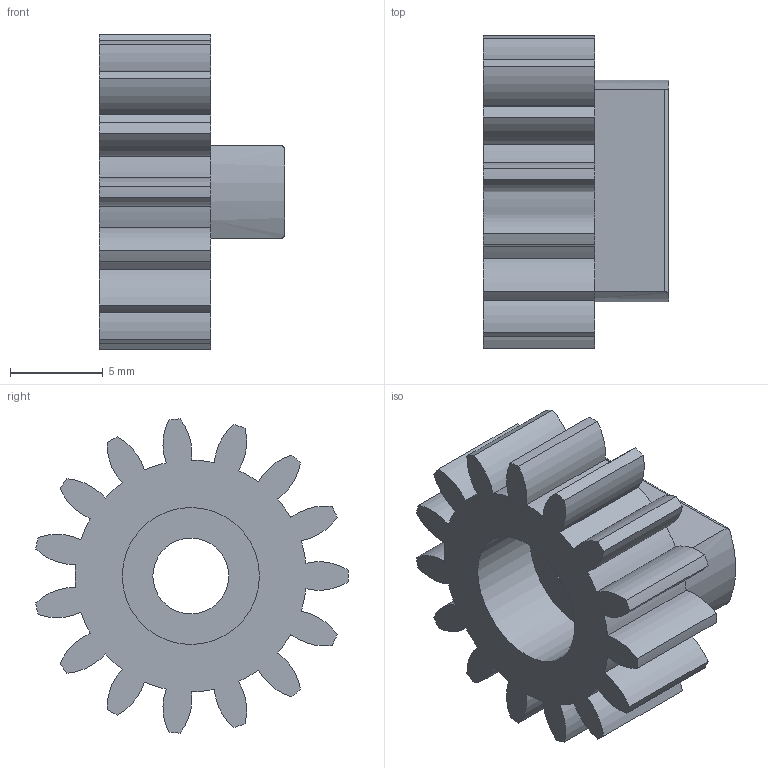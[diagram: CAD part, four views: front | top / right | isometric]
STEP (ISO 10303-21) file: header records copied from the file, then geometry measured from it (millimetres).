
FILE_DESCRIPTION(/* description */ (''),/* implementation_level */ '2;1');
FILE_NAME(/* name */ 'GirP15T.stp',/* time_stamp */ '2025-04-21T21:22:16+02:00',/* author */ ('roone'),/* organization */ (''),/* preprocessor_version */ 'ST-DEVELOPER v20',/* originating_system */ 'Autodesk Inventor 2025',/* authorisation */ '');
FILE_SCHEMA (('AUTOMOTIVE_DESIGN { 1 0 10303 214 3 1 1 }'));
Length unit declared in the file: millimetre
Products named in the file (1): GirP15T
Bounding box: 10 x 16.87 x 16.96 mm (x, y, z)
Volume: 985.7 mm3; surface area: 1201.4 mm2
Topology: 1 solids, 1 shells, 72 faces, 204 edges, 136 vertices
Faces by surface type: cylinder 66, plane 6
Full cylindrical faces by diameter (mm): 4.1 x1, 7.4 x1
Entity records: 2494 total; most frequent: DIRECTION 474, CARTESIAN_POINT 449, ORIENTED_EDGE 408, EDGE_CURVE 204, AXIS2_PLACEMENT_3D 201, VERTEX_POINT 136, CIRCLE 128, EDGE_LOOP 76
